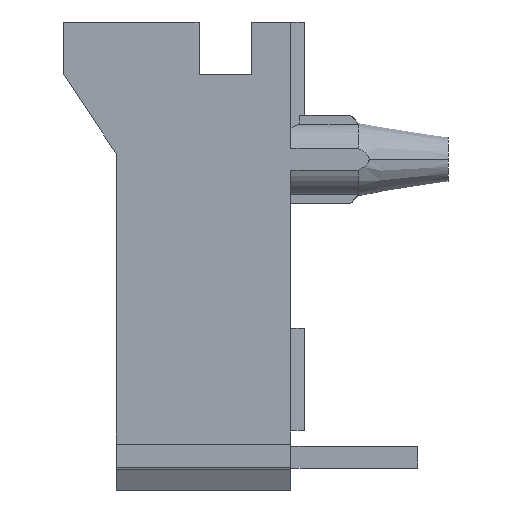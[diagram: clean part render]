
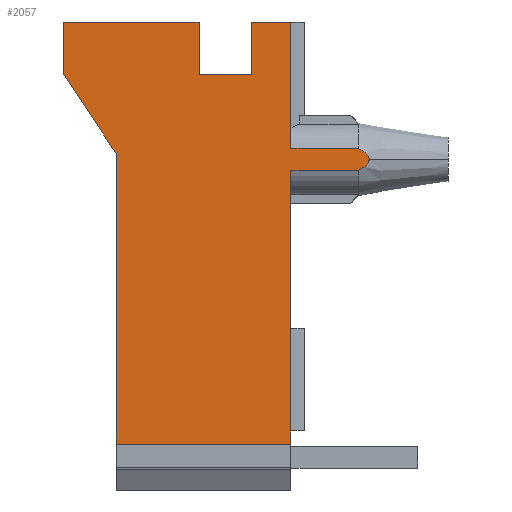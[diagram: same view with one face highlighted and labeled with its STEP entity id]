
A CAD part, left-side view. The second image highlights one B-rep face of the part: STEP entity #2057.
In plain terms, the highlighted planar face has unit normal (-1, 0, 0).
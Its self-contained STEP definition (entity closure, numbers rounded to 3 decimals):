
#134=DIRECTION('',(0.,1.,0.));
#135=VECTOR('',#134,1.96);
#136=CARTESIAN_POINT('',(-3.745,-4.5,-4.311));
#137=LINE('',#136,#135);
#138=DIRECTION('',(0.,1.,0.));
#139=VECTOR('',#138,5.08);
#140=CARTESIAN_POINT('',(-3.745,-2.54,-12.255));
#141=LINE('',#140,#139);
#142=DIRECTION('',(0.,0.,1.));
#143=VECTOR('',#142,8.445);
#144=CARTESIAN_POINT('',(-3.745,2.54,-12.255));
#145=LINE('',#144,#143);
#146=DIRECTION('',(0.,0.553,0.833));
#147=VECTOR('',#146,2.749);
#148=CARTESIAN_POINT('',(-3.745,2.54,-3.81));
#149=LINE('',#148,#147);
#150=DIRECTION('',(0.,0.,1.));
#151=VECTOR('',#150,1.52);
#152=CARTESIAN_POINT('',(-3.745,4.06,-1.52));
#153=LINE('',#152,#151);
#154=DIRECTION('',(0.,-1.,0.));
#155=VECTOR('',#154,3.93);
#156=CARTESIAN_POINT('',(-3.745,4.06,0.));
#157=LINE('',#156,#155);
#158=DIRECTION('',(0.,0.,1.));
#159=VECTOR('',#158,1.52);
#160=CARTESIAN_POINT('',(-3.745,0.13,-1.52));
#161=LINE('',#160,#159);
#162=DIRECTION('',(0.,1.,0.));
#163=VECTOR('',#162,1.52);
#164=CARTESIAN_POINT('',(-3.745,-1.39,-1.52));
#165=LINE('',#164,#163);
#166=DIRECTION('',(0.,0.,-1.));
#167=VECTOR('',#166,1.52);
#168=CARTESIAN_POINT('',(-3.745,-1.39,0.));
#169=LINE('',#168,#167);
#170=DIRECTION('',(0.,-1.,0.));
#171=VECTOR('',#170,1.15);
#172=CARTESIAN_POINT('',(-3.745,-1.39,0.));
#173=LINE('',#172,#171);
#192=DIRECTION('',(0.,0.,1.));
#193=VECTOR('',#192,3.669);
#194=CARTESIAN_POINT('',(-3.745,-2.54,-3.669));
#195=LINE('',#194,#193);
#304=DIRECTION('',(0.,0.,1.));
#305=VECTOR('',#304,7.944);
#306=CARTESIAN_POINT('',(-3.745,-2.54,-12.255));
#307=LINE('',#306,#305);
#1461=CARTESIAN_POINT('',(-3.745,-4.5,-4.311));
#1462=CARTESIAN_POINT('',(-3.745,-4.531,-4.295));
#1463=CARTESIAN_POINT('',(-3.745,-4.588,-4.262));
#1464=CARTESIAN_POINT('',(-3.745,-4.663,-4.212));
#1465=CARTESIAN_POINT('',(-3.745,-4.725,-4.16));
#1466=CARTESIAN_POINT('',(-3.745,-4.774,-4.104));
#1467=CARTESIAN_POINT('',(-3.745,-4.804,-4.046));
#1468=CARTESIAN_POINT('',(-3.745,-4.811,-4.009));
#1469=CARTESIAN_POINT('',(-3.745,-4.811,-3.99));
#1508=CARTESIAN_POINT('',(-3.745,-4.811,-3.99));
#1509=CARTESIAN_POINT('',(-3.745,-4.811,-3.971));
#1510=CARTESIAN_POINT('',(-3.745,-4.804,-3.934));
#1511=CARTESIAN_POINT('',(-3.745,-4.774,-3.876));
#1512=CARTESIAN_POINT('',(-3.745,-4.725,-3.82));
#1513=CARTESIAN_POINT('',(-3.745,-4.663,-3.768));
#1514=CARTESIAN_POINT('',(-3.745,-4.588,-3.718));
#1515=CARTESIAN_POINT('',(-3.745,-4.531,-3.685));
#1516=CARTESIAN_POINT('',(-3.745,-4.5,-3.669));
#1523=DIRECTION('',(0.,1.,0.));
#1524=VECTOR('',#1523,1.96);
#1525=CARTESIAN_POINT('',(-3.745,-4.5,-3.669));
#1526=LINE('',#1525,#1524);
#1588=CARTESIAN_POINT('',(-3.745,2.54,-3.81));
#1589=CARTESIAN_POINT('',(-3.745,4.06,-1.52));
#1590=VERTEX_POINT('',#1588);
#1591=VERTEX_POINT('',#1589);
#1592=CARTESIAN_POINT('',(-3.745,4.06,0.));
#1593=VERTEX_POINT('',#1592);
#1644=CARTESIAN_POINT('',(-3.745,2.54,-12.255));
#1645=VERTEX_POINT('',#1644);
#1646=CARTESIAN_POINT('',(-3.745,-2.54,0.));
#1647=VERTEX_POINT('',#1646);
#1650=CARTESIAN_POINT('',(-3.745,0.13,-1.52));
#1651=CARTESIAN_POINT('',(-3.745,0.13,0.));
#1652=VERTEX_POINT('',#1650);
#1653=VERTEX_POINT('',#1651);
#1654=CARTESIAN_POINT('',(-3.745,-1.39,0.));
#1655=VERTEX_POINT('',#1654);
#1660=CARTESIAN_POINT('',(-3.745,-1.39,-1.52));
#1661=VERTEX_POINT('',#1660);
#1823=CARTESIAN_POINT('',(-3.745,-4.5,-3.669));
#1825=VERTEX_POINT('',#1823);
#1826=VERTEX_POINT('',#1508);
#1831=CARTESIAN_POINT('',(-3.745,-4.5,-4.311));
#1833=VERTEX_POINT('',#1831);
#1838=CARTESIAN_POINT('',(-3.745,-2.54,-4.311));
#1840=VERTEX_POINT('',#1838);
#1841=CARTESIAN_POINT('',(-3.745,-2.54,-3.669));
#1842=VERTEX_POINT('',#1841);
#1845=CARTESIAN_POINT('',(-3.745,-2.54,-12.255));
#1846=VERTEX_POINT('',#1845);
#2020=CARTESIAN_POINT('',(-3.745,0.,0.));
#2021=DIRECTION('',(1.,0.,0.));
#2022=DIRECTION('',(0.,0.,-1.));
#2023=AXIS2_PLACEMENT_3D('',#2020,#2021,#2022);
#2024=PLANE('',#2023);
#2026=ORIENTED_EDGE('',*,*,#2025,.F.);
#2028=ORIENTED_EDGE('',*,*,#2027,.F.);
#2030=ORIENTED_EDGE('',*,*,#2029,.F.);
#2032=ORIENTED_EDGE('',*,*,#2031,.F.);
#2034=ORIENTED_EDGE('',*,*,#2033,.T.);
#2036=ORIENTED_EDGE('',*,*,#2035,.F.);
#2038=ORIENTED_EDGE('',*,*,#2037,.T.);
#2040=ORIENTED_EDGE('',*,*,#2039,.T.);
#2042=ORIENTED_EDGE('',*,*,#2041,.T.);
#2044=ORIENTED_EDGE('',*,*,#2043,.T.);
#2046=ORIENTED_EDGE('',*,*,#2045,.T.);
#2048=ORIENTED_EDGE('',*,*,#2047,.F.);
#2050=ORIENTED_EDGE('',*,*,#2049,.F.);
#2052=ORIENTED_EDGE('',*,*,#2051,.F.);
#2054=ORIENTED_EDGE('',*,*,#2053,.T.);
#2055=EDGE_LOOP('',(#2026,#2028,#2030,#2032,#2034,#2036,#2038,#2040,#2042,#2044,
#2046,#2048,#2050,#2052,#2054));
#2056=FACE_OUTER_BOUND('',#2055,.F.);
#1470=B_SPLINE_CURVE_WITH_KNOTS('',3,(#1461,#1462,#1463,#1464,#1465,#1466,#1467,
#1468,#1469),.UNSPECIFIED.,.F.,.F.,(4,1,1,1,1,1,4),(0.,0.167,
0.333,0.5,0.667,0.833,1.),
.UNSPECIFIED.);
#1517=B_SPLINE_CURVE_WITH_KNOTS('',3,(#1508,#1509,#1510,#1511,#1512,#1513,#1514,
#1515,#1516),.UNSPECIFIED.,.F.,.F.,(4,1,1,1,1,1,4),(0.,0.167,
0.333,0.5,0.667,0.833,1.),
.UNSPECIFIED.);
#2025=EDGE_CURVE('',#1842,#1647,#195,.T.);
#2027=EDGE_CURVE('',#1825,#1842,#1526,.T.);
#2029=EDGE_CURVE('',#1826,#1825,#1517,.T.);
#2031=EDGE_CURVE('',#1833,#1826,#1470,.T.);
#2033=EDGE_CURVE('',#1833,#1840,#137,.T.);
#2035=EDGE_CURVE('',#1846,#1840,#307,.T.);
#2037=EDGE_CURVE('',#1846,#1645,#141,.T.);
#2039=EDGE_CURVE('',#1645,#1590,#145,.T.);
#2041=EDGE_CURVE('',#1590,#1591,#149,.T.);
#2043=EDGE_CURVE('',#1591,#1593,#153,.T.);
#2045=EDGE_CURVE('',#1593,#1653,#157,.T.);
#2047=EDGE_CURVE('',#1652,#1653,#161,.T.);
#2049=EDGE_CURVE('',#1661,#1652,#165,.T.);
#2051=EDGE_CURVE('',#1655,#1661,#169,.T.);
#2053=EDGE_CURVE('',#1655,#1647,#173,.T.);
#2057=ADVANCED_FACE('',(#2056),#2024,.F.);
